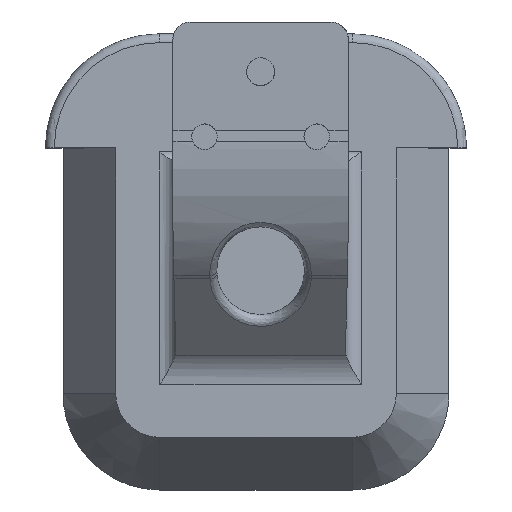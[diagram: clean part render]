
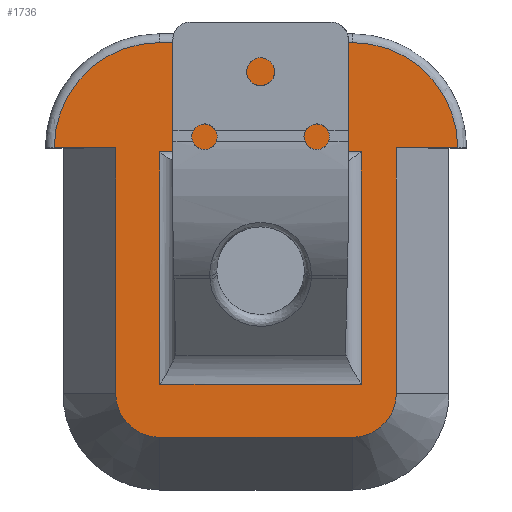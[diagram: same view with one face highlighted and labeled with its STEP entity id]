
A CAD part, top view. The second image highlights one B-rep face of the part: STEP entity #1736.
In plain terms, the highlighted planar face has unit normal (0, 0, 1).
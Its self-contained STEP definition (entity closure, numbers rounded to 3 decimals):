
#50=FACE_BOUND('',#280,.T.);
#58=CIRCLE('',#1835,30.);
#59=CIRCLE('',#1836,12.5);
#60=CIRCLE('',#1837,12.5);
#61=CIRCLE('',#1838,30.);
#139=PLANE('',#1834);
#183=FACE_OUTER_BOUND('',#279,.T.);
#279=EDGE_LOOP('',(#1151,#1152,#1153,#1154,#1155,#1156,#1157,#1158,#1159,
#1160,#1161,#1162));
#280=EDGE_LOOP('',(#1163,#1164,#1165,#1166));
#383=LINE('',#2590,#525);
#384=LINE('',#2596,#526);
#385=LINE('',#2598,#527);
#386=LINE('',#2600,#528);
#387=LINE('',#2604,#529);
#388=LINE('',#2608,#530);
#389=LINE('',#2610,#531);
#390=LINE('',#2612,#532);
#391=LINE('',#2615,#533);
#392=LINE('',#2617,#534);
#393=LINE('',#2619,#535);
#394=LINE('',#2620,#536);
#525=VECTOR('',#2032,2.5);
#526=VECTOR('',#2037,10.);
#527=VECTOR('',#2038,10.);
#528=VECTOR('',#2039,10.);
#529=VECTOR('',#2042,10.);
#530=VECTOR('',#2045,10.);
#531=VECTOR('',#2046,10.);
#532=VECTOR('',#2047,10.);
#533=VECTOR('',#2050,10.);
#534=VECTOR('',#2051,10.);
#535=VECTOR('',#2052,10.);
#536=VECTOR('',#2053,10.);
#695=VERTEX_POINT('',#2561);
#698=VERTEX_POINT('',#2577);
#699=VERTEX_POINT('',#2592);
#700=VERTEX_POINT('',#2593);
#701=VERTEX_POINT('',#2595);
#702=VERTEX_POINT('',#2597);
#703=VERTEX_POINT('',#2599);
#704=VERTEX_POINT('',#2601);
#705=VERTEX_POINT('',#2603);
#706=VERTEX_POINT('',#2605);
#707=VERTEX_POINT('',#2607);
#708=VERTEX_POINT('',#2609);
#709=VERTEX_POINT('',#2611);
#710=VERTEX_POINT('',#2613);
#711=VERTEX_POINT('',#2616);
#712=VERTEX_POINT('',#2618);
#876=EDGE_CURVE('',#698,#695,#383,.T.);
#877=EDGE_CURVE('',#699,#700,#58,.T.);
#878=EDGE_CURVE('',#699,#701,#384,.T.);
#879=EDGE_CURVE('',#702,#701,#385,.T.);
#880=EDGE_CURVE('',#703,#702,#386,.T.);
#881=EDGE_CURVE('',#704,#703,#59,.T.);
#882=EDGE_CURVE('',#705,#704,#387,.T.);
#883=EDGE_CURVE('',#706,#705,#60,.T.);
#884=EDGE_CURVE('',#707,#706,#388,.T.);
#885=EDGE_CURVE('',#708,#707,#389,.T.);
#886=EDGE_CURVE('',#709,#708,#390,.T.);
#887=EDGE_CURVE('',#710,#709,#61,.T.);
#888=EDGE_CURVE('',#700,#710,#391,.T.);
#889=EDGE_CURVE('',#695,#711,#392,.T.);
#890=EDGE_CURVE('',#712,#698,#393,.T.);
#891=EDGE_CURVE('',#711,#712,#394,.T.);
#1151=ORIENTED_EDGE('',*,*,#877,.F.);
#1152=ORIENTED_EDGE('',*,*,#878,.T.);
#1153=ORIENTED_EDGE('',*,*,#879,.F.);
#1154=ORIENTED_EDGE('',*,*,#880,.F.);
#1155=ORIENTED_EDGE('',*,*,#881,.F.);
#1156=ORIENTED_EDGE('',*,*,#882,.F.);
#1157=ORIENTED_EDGE('',*,*,#883,.F.);
#1158=ORIENTED_EDGE('',*,*,#884,.F.);
#1159=ORIENTED_EDGE('',*,*,#885,.F.);
#1160=ORIENTED_EDGE('',*,*,#886,.F.);
#1161=ORIENTED_EDGE('',*,*,#887,.F.);
#1162=ORIENTED_EDGE('',*,*,#888,.F.);
#1163=ORIENTED_EDGE('',*,*,#889,.F.);
#1164=ORIENTED_EDGE('',*,*,#876,.F.);
#1165=ORIENTED_EDGE('',*,*,#890,.F.);
#1166=ORIENTED_EDGE('',*,*,#891,.F.);
#1736=ADVANCED_FACE('',(#183,#50),#139,.T.);
#1834=AXIS2_PLACEMENT_3D('',#2591,#2033,#2034);
#1835=AXIS2_PLACEMENT_3D('',#2594,#2035,#2036);
#1836=AXIS2_PLACEMENT_3D('',#2602,#2040,#2041);
#1837=AXIS2_PLACEMENT_3D('',#2606,#2043,#2044);
#1838=AXIS2_PLACEMENT_3D('',#2614,#2048,#2049);
#2032=DIRECTION('',(-1.,0.,0.));
#2033=DIRECTION('center_axis',(0.,0.,
1.));
#2034=DIRECTION('ref_axis',(1.,0.012,0.));
#2035=DIRECTION('center_axis',(0.,0.,
-1.));
#2036=DIRECTION('ref_axis',(-0.707,0.707,0.));
#2037=DIRECTION('',(1.,0.,0.));
#2038=DIRECTION('',(0.,1.,0.));
#2039=DIRECTION('',(0.,1.,0.));
#2040=DIRECTION('center_axis',(0.,0.,
-1.));
#2041=DIRECTION('ref_axis',(0.,-1.,0.));
#2042=DIRECTION('',(-1.,0.,0.));
#2043=DIRECTION('center_axis',(0.,0.,
-1.));
#2044=DIRECTION('ref_axis',(1.,0.,0.));
#2045=DIRECTION('',(0.,-1.,0.));
#2046=DIRECTION('',(0.,-1.,0.));
#2047=DIRECTION('',(-1.,0.,0.));
#2048=DIRECTION('center_axis',(0.,0.,
-1.));
#2049=DIRECTION('ref_axis',(0.707,0.707,0.));
#2050=DIRECTION('',(1.,0.,0.));
#2051=DIRECTION('',(0.,-1.,0.));
#2052=DIRECTION('',(0.,1.,0.));
#2053=DIRECTION('',(1.,0.,0.));
#2561=CARTESIAN_POINT('',(-28.682,8.375,19.999));
#2577=CARTESIAN_POINT('',(28.682,8.375,19.999));
#2590=CARTESIAN_POINT('',(-61.309,8.375,19.999));
#2591=CARTESIAN_POINT('Origin',(-61.309,9.553,19.999));
#2592=CARTESIAN_POINT('',(-58.809,9.553,19.999));
#2593=CARTESIAN_POINT('',(-28.809,39.553,20.006));
#2594=CARTESIAN_POINT('Origin',(-28.809,9.553,19.999));
#2595=CARTESIAN_POINT('',(-41.309,9.553,19.999));
#2596=CARTESIAN_POINT('',(-41.309,9.553,19.999));
#2597=CARTESIAN_POINT('',(-41.309,9.526,19.999));
#2598=CARTESIAN_POINT('',(-41.309,9.526,19.999));
#2599=CARTESIAN_POINT('',(-41.309,-60.447,19.985));
#2600=CARTESIAN_POINT('',(-41.309,-60.447,19.985));
#2601=CARTESIAN_POINT('',(-28.809,-72.947,19.982));
#2602=CARTESIAN_POINT('Origin',(-28.809,-60.447,19.985));
#2603=CARTESIAN_POINT('',(26.191,-72.947,19.982));
#2604=CARTESIAN_POINT('',(26.191,-72.947,19.982));
#2605=CARTESIAN_POINT('',(38.691,-60.447,19.985));
#2606=CARTESIAN_POINT('Origin',(26.191,-60.447,19.985));
#2607=CARTESIAN_POINT('',(38.691,9.526,19.999));
#2608=CARTESIAN_POINT('',(38.691,-25.447,19.992));
#2609=CARTESIAN_POINT('',(38.691,9.553,19.999));
#2610=CARTESIAN_POINT('',(38.691,9.553,19.999));
#2611=CARTESIAN_POINT('',(56.191,9.553,19.999));
#2612=CARTESIAN_POINT('',(38.691,9.553,19.999));
#2613=CARTESIAN_POINT('',(26.191,39.553,20.006));
#2614=CARTESIAN_POINT('Origin',(26.191,9.553,19.999));
#2615=CARTESIAN_POINT('',(-45.059,39.553,20.006));
#2616=CARTESIAN_POINT('',(-28.682,-57.842,19.985));
#2617=CARTESIAN_POINT('',(-28.682,7.046,19.999));
#2618=CARTESIAN_POINT('',(28.682,-57.842,19.985));
#2619=CARTESIAN_POINT('',(28.682,-22.954,19.993));
#2620=CARTESIAN_POINT('',(-42.654,-57.842,19.985));
